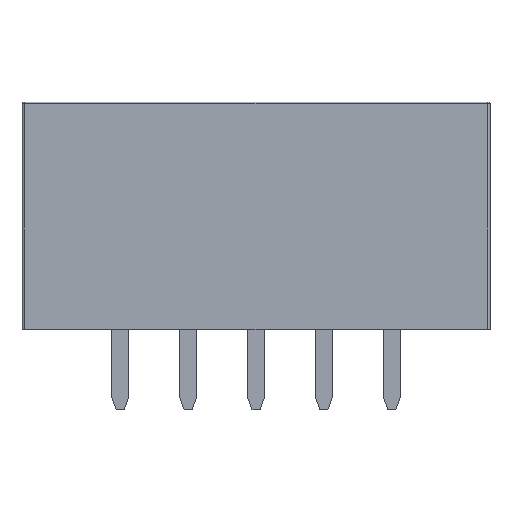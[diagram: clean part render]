
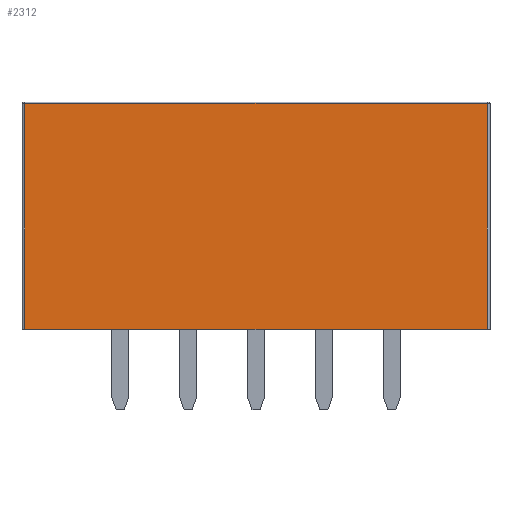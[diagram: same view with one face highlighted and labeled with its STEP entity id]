
A CAD part, top view. The second image highlights one B-rep face of the part: STEP entity #2312.
In plain terms, the highlighted planar face has unit normal (0, 0, 1).
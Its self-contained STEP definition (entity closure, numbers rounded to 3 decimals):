
#297 = ORIENTED_EDGE ( 'NONE', *, *, #4045, .T. ) ;
#326 = DIRECTION ( 'NONE',  ( -1., 0., 0. ) ) ;
#349 = ORIENTED_EDGE ( 'NONE', *, *, #3867, .T. ) ;
#434 = LINE ( 'NONE', #644, #3161 ) ;
#644 = CARTESIAN_POINT ( 'NONE',  ( 8.75, 8.45, 3.55 ) ) ;
#980 = LINE ( 'NONE', #1442, #2498 ) ;
#998 = DIRECTION ( 'NONE',  ( 1., 0., 0. ) ) ;
#1191 = CARTESIAN_POINT ( 'NONE',  ( 8.65, 0., 3.55 ) ) ;
#1442 = CARTESIAN_POINT ( 'NONE',  ( 8.75, 0., 3.55 ) ) ;
#1602 = PLANE ( 'NONE',  #2900 ) ;
#1656 = DIRECTION ( 'NONE',  ( 0., 0., 1. ) ) ;
#1748 = EDGE_CURVE ( 'NONE', #3780, #3395, #980, .T. ) ;
#1786 = FACE_OUTER_BOUND ( 'NONE', #2299, .T. ) ;
#1905 = CARTESIAN_POINT ( 'NONE',  ( 8.65, 8.5, 3.55 ) ) ;
#1946 = DIRECTION ( 'NONE',  ( 0., -1., 0. ) ) ;
#2094 = EDGE_CURVE ( 'NONE', #2572, #3406, #434, .T. ) ;
#2133 = ORIENTED_EDGE ( 'NONE', *, *, #2094, .T. ) ;
#2299 = EDGE_LOOP ( 'NONE', ( #349, #2133, #297, #2620 ) ) ;
#2312 = ADVANCED_FACE ( 'NONE', ( #1786 ), #1602, .T. ) ;
#2368 = CARTESIAN_POINT ( 'NONE',  ( -8.65, 8.45, 3.55 ) ) ;
#2498 = VECTOR ( 'NONE', #3113, 1000. ) ;
#2572 = VERTEX_POINT ( 'NONE', #3415 ) ;
#2614 = CARTESIAN_POINT ( 'NONE',  ( -8.65, 8.5, 3.55 ) ) ;
#2620 = ORIENTED_EDGE ( 'NONE', *, *, #1748, .F. ) ;
#2720 = CARTESIAN_POINT ( 'NONE',  ( -8.65, 0., 3.55 ) ) ;
#2900 = AXIS2_PLACEMENT_3D ( 'NONE', #3291, #1656, #998 ) ;
#3113 = DIRECTION ( 'NONE',  ( -1., 0., 0. ) ) ;
#3153 = VECTOR ( 'NONE', #1946, 1000. ) ;
#3161 = VECTOR ( 'NONE', #326, 1000. ) ;
#3291 = CARTESIAN_POINT ( 'NONE',  ( 8.75, 8.5, 3.55 ) ) ;
#3395 = VERTEX_POINT ( 'NONE', #2720 ) ;
#3406 = VERTEX_POINT ( 'NONE', #2368 ) ;
#3415 = CARTESIAN_POINT ( 'NONE',  ( 8.65, 8.45, 3.55 ) ) ;
#3597 = DIRECTION ( 'NONE',  ( 0., 1., 0. ) ) ;
#3780 = VERTEX_POINT ( 'NONE', #1191 ) ;
#3867 = EDGE_CURVE ( 'NONE', #3780, #2572, #4069, .T. ) ;
#4045 = EDGE_CURVE ( 'NONE', #3406, #3395, #4241, .T. ) ;
#4069 = LINE ( 'NONE', #1905, #4336 ) ;
#4241 = LINE ( 'NONE', #2614, #3153 ) ;
#4336 = VECTOR ( 'NONE', #3597, 1000. ) ;
